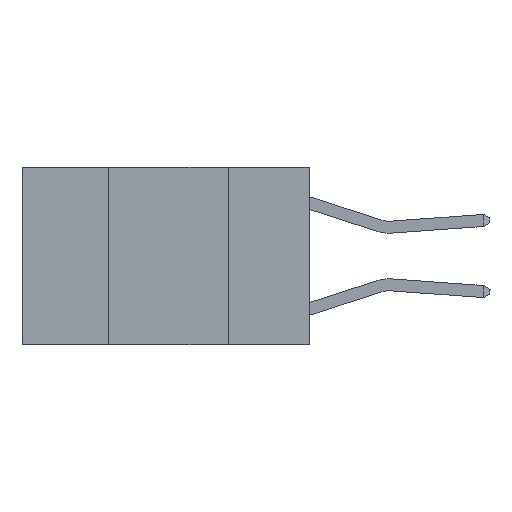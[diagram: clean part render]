
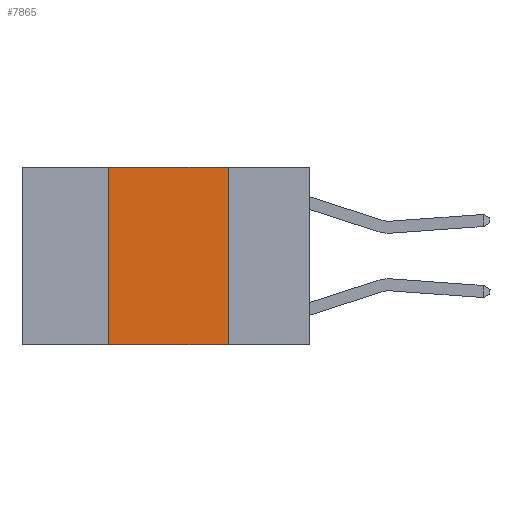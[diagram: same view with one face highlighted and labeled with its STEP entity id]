
A CAD part, left-side view. The second image highlights one B-rep face of the part: STEP entity #7865.
In plain terms, the highlighted planar face has unit normal (-1, 0, 0).
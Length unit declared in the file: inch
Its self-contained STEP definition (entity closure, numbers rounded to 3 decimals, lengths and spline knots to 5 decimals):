
#798 = VERTEX_POINT ( 'NONE', #6504 ) ;
#1144 = CARTESIAN_POINT ( 'NONE',  ( 0., 0.6, 0. ) ) ;
#2789 = VERTEX_POINT ( 'NONE', #10712 ) ;
#3316 = DIRECTION ( 'NONE',  ( 1., 0., 0. ) ) ;
#3674 = VECTOR ( 'NONE', #11340, 39.37008 ) ;
#3911 = ORIENTED_EDGE ( 'NONE', *, *, #11271, .F. ) ;
#5227 = ORIENTED_EDGE ( 'NONE', *, *, #13988, .F. ) ;
#5424 = LINE ( 'NONE', #21409, #15003 ) ;
#5909 = VERTEX_POINT ( 'NONE', #8794 ) ;
#6504 = CARTESIAN_POINT ( 'NONE',  ( 0., 0.17, 0. ) ) ;
#6764 = VERTEX_POINT ( 'NONE', #9559 ) ;
#7865 = ADVANCED_FACE ( 'NONE', ( #24751 ), #25694, .F. ) ;
#8524 = LINE ( 'NONE', #23494, #3674 ) ;
#8794 = CARTESIAN_POINT ( 'NONE',  ( 0., 0.42, 0. ) ) ;
#9250 = DIRECTION ( 'NONE',  ( 0., 0., -1. ) ) ;
#9559 = CARTESIAN_POINT ( 'NONE',  ( 0., 0.42, -0.37 ) ) ;
#10174 = CARTESIAN_POINT ( 'NONE',  ( 0., 0.6, 0. ) ) ;
#10712 = CARTESIAN_POINT ( 'NONE',  ( 0., 0.17, -0.37 ) ) ;
#11271 = EDGE_CURVE ( 'NONE', #798, #2789, #5424, .T. ) ;
#11340 = DIRECTION ( 'NONE',  ( 0., 0., 1. ) ) ;
#13988 = EDGE_CURVE ( 'NONE', #6764, #5909, #8524, .T. ) ;
#14602 = DIRECTION ( 'NONE',  ( 0., -1., 0. ) ) ;
#15003 = VECTOR ( 'NONE', #9250, 39.37008 ) ;
#16063 = ORIENTED_EDGE ( 'NONE', *, *, #24870, .T. ) ;
#17193 = LINE ( 'NONE', #20712, #21955 ) ;
#17621 = DIRECTION ( 'NONE',  ( 0., 0., -1. ) ) ;
#20291 = AXIS2_PLACEMENT_3D ( 'NONE', #1144, #3316, #17621 ) ;
#20712 = CARTESIAN_POINT ( 'NONE',  ( 0., 0.6, -0.37 ) ) ;
#20740 = EDGE_CURVE ( 'NONE', #5909, #798, #21084, .T. ) ;
#21084 = LINE ( 'NONE', #10174, #26474 ) ;
#21409 = CARTESIAN_POINT ( 'NONE',  ( 0., 0.17, 0. ) ) ;
#21955 = VECTOR ( 'NONE', #14602, 39.37008 ) ;
#23494 = CARTESIAN_POINT ( 'NONE',  ( 0., 0.42, 0. ) ) ;
#24751 = FACE_OUTER_BOUND ( 'NONE', #25065, .T. ) ;
#24870 = EDGE_CURVE ( 'NONE', #6764, #2789, #17193, .T. ) ;
#25065 = EDGE_LOOP ( 'NONE', ( #3911, #26231, #5227, #16063 ) ) ;
#25694 = PLANE ( 'NONE',  #20291 ) ;
#26231 = ORIENTED_EDGE ( 'NONE', *, *, #20740, .F. ) ;
#26432 = DIRECTION ( 'NONE',  ( 0., -1., 0. ) ) ;
#26474 = VECTOR ( 'NONE', #26432, 39.37008 ) ;
